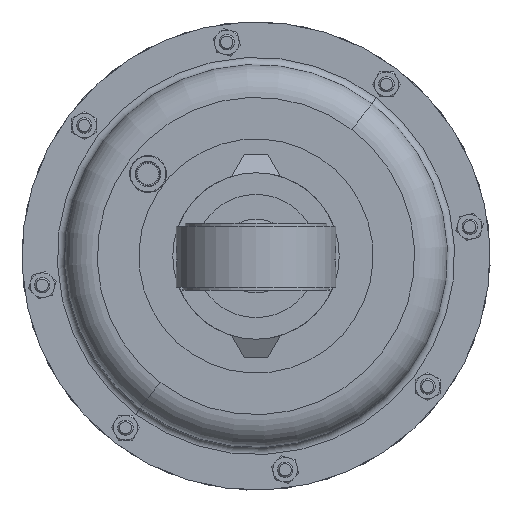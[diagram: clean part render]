
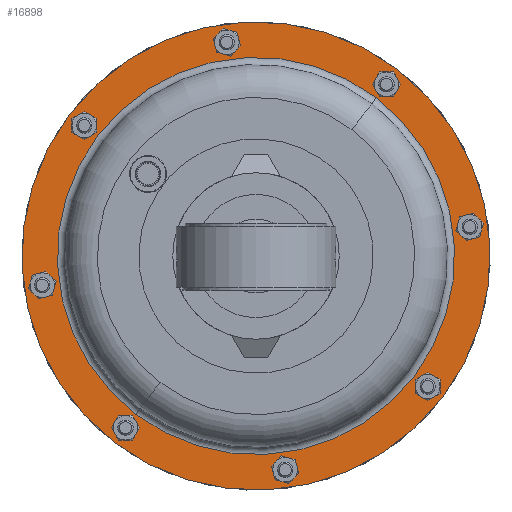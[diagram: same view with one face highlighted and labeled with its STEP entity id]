
A CAD part, front view. The second image highlights one B-rep face of the part: STEP entity #16898.
In plain terms, the highlighted planar face has unit normal (0, -1, 0).
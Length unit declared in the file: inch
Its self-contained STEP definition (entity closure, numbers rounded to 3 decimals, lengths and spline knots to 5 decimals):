
#37 = VERTEX_POINT ( 'NONE', #2994 ) ;
#368 = CIRCLE ( 'NONE', #2483, 4.029 ) ;
#376 = ORIENTED_EDGE ( 'NONE', *, *, #19224, .T. ) ;
#625 = CARTESIAN_POINT ( 'NONE',  ( 2.87397, 8.8175, 3.11941 ) ) ;
#1318 = CARTESIAN_POINT ( 'NONE',  ( -3.78191, 8.8175, 2.21147 ) ) ;
#2229 = DIRECTION ( 'NONE',  ( -0.605, 0., -0.796 ) ) ;
#2299 = CARTESIAN_POINT ( 'NONE',  ( 0., 8.8175, -0.6625 ) ) ;
#2483 = AXIS2_PLACEMENT_3D ( 'NONE', #12811, #16249, #9392 ) ;
#2994 = CARTESIAN_POINT ( 'NONE',  ( -2.87397, 8.8175, -4.44441 ) ) ;
#3121 = PLANE ( 'NONE',  #14371 ) ;
#3881 = AXIS2_PLACEMENT_3D ( 'NONE', #10911, #14310, #2229 ) ;
#4756 = AXIS2_PLACEMENT_3D ( 'NONE', #2299, #16100, #17819 ) ;
#4834 = EDGE_CURVE ( 'NONE', #37, #5298, #10959, .T. ) ;
#5298 = VERTEX_POINT ( 'NONE', #625 ) ;
#6772 = CIRCLE ( 'NONE', #16698, 4.029 ) ;
#7377 = ORIENTED_EDGE ( 'NONE', *, *, #16723, .F. ) ;
#9290 = CARTESIAN_POINT ( 'NONE',  ( -2.43773, 8.8175, -3.87035 ) ) ;
#9392 = DIRECTION ( 'NONE',  ( -0.605, 0., -0.796 ) ) ;
#9467 = DIRECTION ( 'NONE',  ( -0.605, 0., -0.796 ) ) ;
#10128 = CARTESIAN_POINT ( 'NONE',  ( 2.43773, 8.8175, 2.54535 ) ) ;
#10252 = ORIENTED_EDGE ( 'NONE', *, *, #4834, .F. ) ;
#10911 = CARTESIAN_POINT ( 'NONE',  ( 0., 8.8175, -0.6625 ) ) ;
#10959 = CIRCLE ( 'NONE', #4756, 4.75 ) ;
#12811 = CARTESIAN_POINT ( 'NONE',  ( 0., 8.8175, -0.6625 ) ) ;
#14150 = EDGE_CURVE ( 'NONE', #22232, #14844, #6772, .T. ) ;
#14310 = DIRECTION ( 'NONE',  ( 0., 1., 0. ) ) ;
#14371 = AXIS2_PLACEMENT_3D ( 'NONE', #1318, #18560, #16863 ) ;
#14516 = EDGE_LOOP ( 'NONE', ( #10252, #7377 ) ) ;
#14844 = VERTEX_POINT ( 'NONE', #10128 ) ;
#15323 = FACE_BOUND ( 'NONE', #20329, .T. ) ;
#16100 = DIRECTION ( 'NONE',  ( 0., 1., 0. ) ) ;
#16132 = FACE_OUTER_BOUND ( 'NONE', #14516, .T. ) ;
#16249 = DIRECTION ( 'NONE',  ( 0., 1., 0. ) ) ;
#16698 = AXIS2_PLACEMENT_3D ( 'NONE', #18040, #19760, #9467 ) ;
#16723 = EDGE_CURVE ( 'NONE', #5298, #37, #22026, .T. ) ;
#16863 = DIRECTION ( 'NONE',  ( 0.605, 0., 0.796 ) ) ;
#16898 = ADVANCED_FACE ( 'NONE', ( #15323, #16132 ), #3121, .T. ) ;
#17819 = DIRECTION ( 'NONE',  ( -0.605, 0., -0.796 ) ) ;
#18040 = CARTESIAN_POINT ( 'NONE',  ( 0., 8.8175, -0.6625 ) ) ;
#18560 = DIRECTION ( 'NONE',  ( 0., -1., 0. ) ) ;
#19224 = EDGE_CURVE ( 'NONE', #14844, #22232, #368, .T. ) ;
#19760 = DIRECTION ( 'NONE',  ( 0., 1., 0. ) ) ;
#20329 = EDGE_LOOP ( 'NONE', ( #21236, #376 ) ) ;
#21236 = ORIENTED_EDGE ( 'NONE', *, *, #14150, .T. ) ;
#22026 = CIRCLE ( 'NONE', #3881, 4.75 ) ;
#22232 = VERTEX_POINT ( 'NONE', #9290 ) ;
